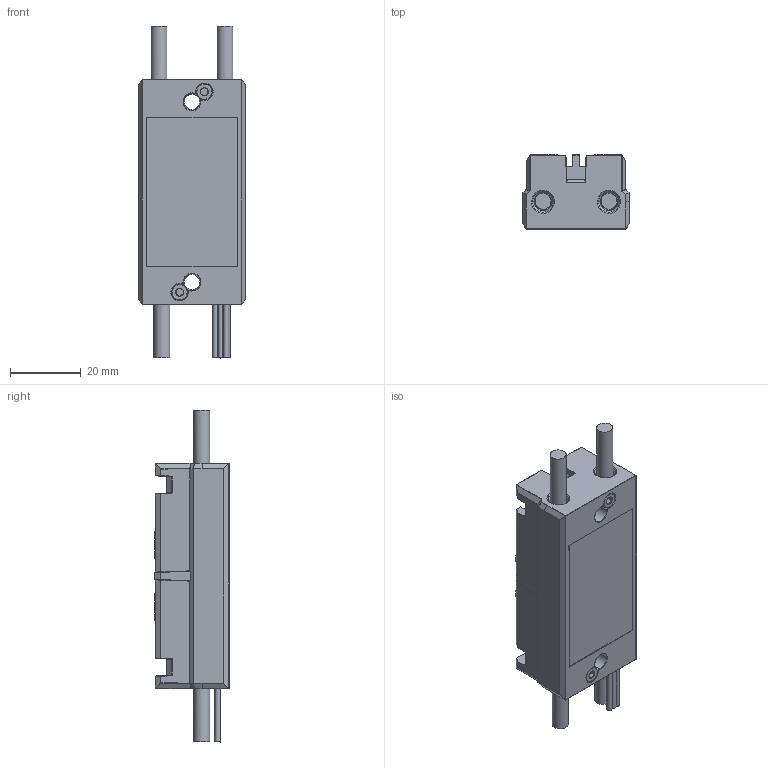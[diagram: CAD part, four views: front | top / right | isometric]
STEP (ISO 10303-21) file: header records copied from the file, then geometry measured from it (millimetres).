
FILE_DESCRIPTION(/* description */ (''),/* implementation_level */ '2;1');
FILE_NAME(/* name */ 'MOT_Controller_217-9090.ipt.step',/* time_stamp */ '2015-01-02T19:16:33-08:00',/* author */ ('Autodesk Inc.'),/* organization */ ('Autodesk Inc.'),/* preprocessor_version */ 'ST-DEVELOPER v15.6',/* originating_system */ 'Autodesk Inventor 2015',/* authorisation */ '');
FILE_SCHEMA (('AUTOMOTIVE_DESIGN { 1 0 10303 214 3 1 1 }'));
Products named in the file (1): MOT_Controller_217-9090
Bounding box: 30.05 x 20.92 x 93.53 mm (x, y, z)
Volume: 32319.5 mm3; surface area: 14237.7 mm2
Topology: 1 solids, 12 shells, 1607 faces, 4126 edges, 2429 vertices
Faces by surface type: cylinder 571, plane 523, bspline 331, sphere 126, torus 29, cone 27
Full cylindrical faces by diameter (mm): 2 x2, 2.05 x2, 2.5 x2, 2.6 x2, 4.5 x6, 4.826 x2
Entity records: 58149 total; most frequent: CARTESIAN_POINT 20159, ORIENTED_EDGE 7924, DIRECTION 7202, EDGE_CURVE 3962, AXIS2_PLACEMENT_3D 2625, VERTEX_POINT 2412, LINE 1952, VECTOR 1952
